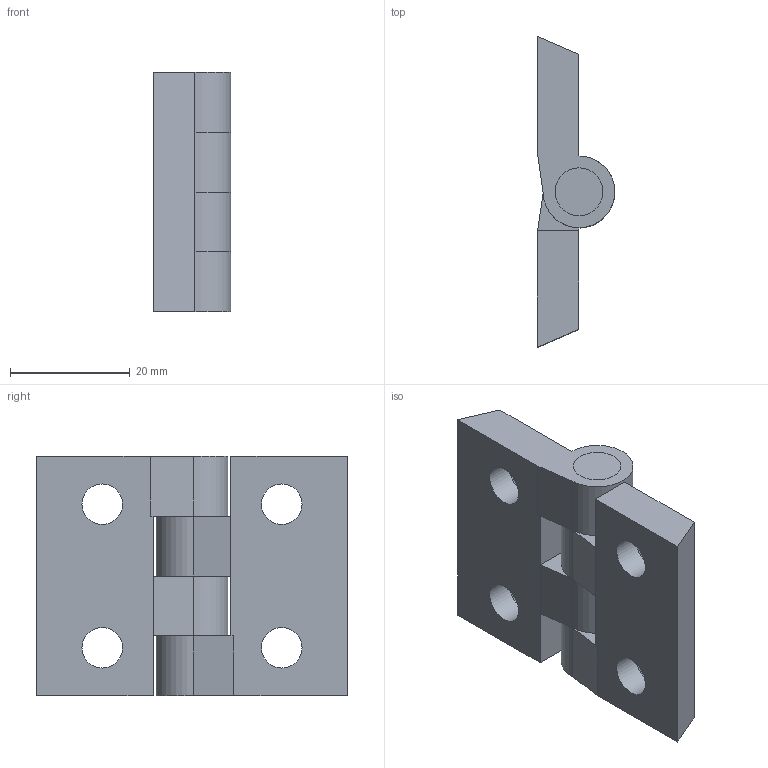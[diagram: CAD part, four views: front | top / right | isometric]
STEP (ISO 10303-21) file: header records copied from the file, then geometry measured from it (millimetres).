
FILE_DESCRIPTION(/* description */ (''),/* implementation_level */ '2;1');
FILE_NAME(/* name */ 'Pant3030.step',/* time_stamp */ '2022-08-02T11:54:01+02:00',/* author */ (''),/* organization */ (''),/* preprocessor_version */ 'ST-DEVELOPER v19',/* originating_system */ 'Autodesk Translation Framework v11.7.0.108',/* authorisation */ '');
FILE_SCHEMA (('AUTOMOTIVE_DESIGN { 1 0 10303 214 3 1 1 }'));
Length unit declared in the file: millimetre
Products named in the file (1): Pant2020
Bounding box: 13 x 52 x 40 mm (x, y, z)
Volume: 13803.1 mm3; surface area: 8627.1 mm2
Topology: 3 solids, 3 shells, 43 faces, 105 edges, 68 vertices
Faces by surface type: plane 26, cylinder 13, cone 4
Full cylindrical faces by diameter (mm): 6.8 x4, 8 x5
Entity records: 1324 total; most frequent: DIRECTION 223, CARTESIAN_POINT 217, ORIENTED_EDGE 210, EDGE_CURVE 105, LINE 75, VECTOR 75, AXIS2_PLACEMENT_3D 74, VERTEX_POINT 68
